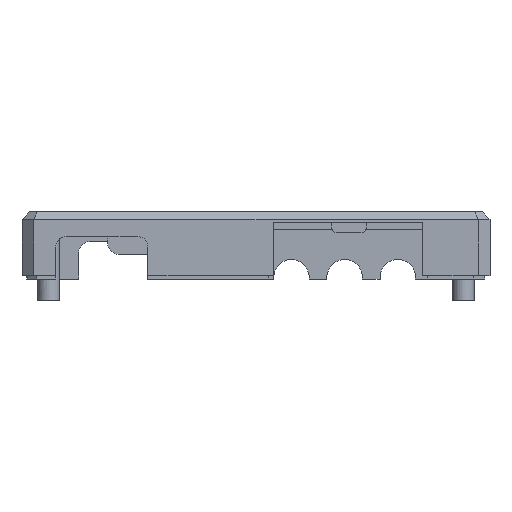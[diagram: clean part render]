
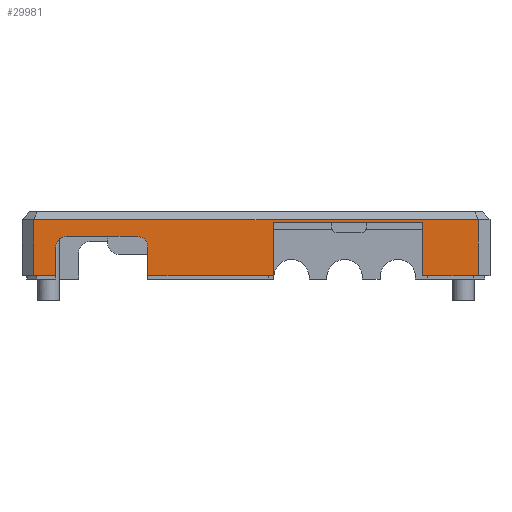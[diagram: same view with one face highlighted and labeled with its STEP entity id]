
A CAD part, left-side view. The second image highlights one B-rep face of the part: STEP entity #29981.
In plain terms, the highlighted planar face has unit normal (-1, 0, 0).
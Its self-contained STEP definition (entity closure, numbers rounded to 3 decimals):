
#10502 = VERTEX_POINT('',#10503);
#10503 = CARTESIAN_POINT('',(-35.263,56.922,
    16.249));
#10509 = EDGE_CURVE('',#10502,#10510,#10512,.T.);
#10510 = VERTEX_POINT('',#10511);
#10511 = CARTESIAN_POINT('',(-35.263,63.129,
    16.249));
#10512 = LINE('',#10513,#10514);
#10513 = CARTESIAN_POINT('',(-35.263,31.672,
    16.249));
#10514 = VECTOR('',#10515,1.);
#10515 = DIRECTION('',(0.,1.,0.));
#10574 = VERTEX_POINT('',#10575);
#10575 = CARTESIAN_POINT('',(-35.263,-4.578,
    16.249));
#10581 = EDGE_CURVE('',#10574,#10582,#10584,.T.);
#10582 = VERTEX_POINT('',#10583);
#10583 = CARTESIAN_POINT('',(-35.263,30.922,
    16.249));
#10584 = LINE('',#10585,#10586);
#10585 = CARTESIAN_POINT('',(-35.263,31.672,
    16.249));
#10586 = VECTOR('',#10587,1.);
#10587 = DIRECTION('',(0.,1.,0.));
#10631 = VERTEX_POINT('',#10632);
#10632 = CARTESIAN_POINT('',(-35.263,-62.285,
    16.249));
#10638 = EDGE_CURVE('',#10631,#10639,#10641,.T.);
#10639 = VERTEX_POINT('',#10640);
#10640 = CARTESIAN_POINT('',(-35.263,-46.578,
    16.249));
#10641 = LINE('',#10642,#10643);
#10642 = CARTESIAN_POINT('',(-35.263,31.672,
    16.249));
#10643 = VECTOR('',#10644,1.);
#10644 = DIRECTION('',(0.,1.,0.));
#28766 = VERTEX_POINT('',#28767);
#28767 = CARTESIAN_POINT('',(-35.263,-62.285,
    31.999));
#28790 = VERTEX_POINT('',#28791);
#28791 = CARTESIAN_POINT('',(-35.263,63.129,
    31.999));
#28797 = EDGE_CURVE('',#28766,#28790,#28798,.T.);
#28798 = LINE('',#28799,#28800);
#28799 = CARTESIAN_POINT('',(-35.263,47.297,
    31.999));
#28800 = VECTOR('',#28801,1.);
#28801 = DIRECTION('',(0.,1.,0.));
#29215 = VERTEX_POINT('',#29216);
#29216 = CARTESIAN_POINT('',(-35.263,-46.578,
    31.249));
#29222 = EDGE_CURVE('',#29215,#29223,#29225,.T.);
#29223 = VERTEX_POINT('',#29224);
#29224 = CARTESIAN_POINT('',(-35.263,-4.578,
    31.249));
#29225 = LINE('',#29226,#29227);
#29226 = CARTESIAN_POINT('',(-35.263,31.672,
    31.249));
#29227 = VECTOR('',#29228,1.);
#29228 = DIRECTION('',(0.,1.,0.));
#29254 = EDGE_CURVE('',#10639,#29215,#29255,.T.);
#29255 = LINE('',#29256,#29257);
#29256 = CARTESIAN_POINT('',(-35.263,-46.578,
    24.249));
#29257 = VECTOR('',#29258,1.);
#29258 = DIRECTION('',(0.,0.,1.));
#29295 = EDGE_CURVE('',#29223,#10574,#29296,.T.);
#29296 = LINE('',#29297,#29298);
#29297 = CARTESIAN_POINT('',(-35.263,-4.578,
    15.249));
#29298 = VECTOR('',#29299,1.);
#29299 = DIRECTION('',(0.,0.,-1.));
#29867 = VERTEX_POINT('',#29868);
#29868 = CARTESIAN_POINT('',(-35.263,30.922,
    24.249));
#29876 = VERTEX_POINT('',#29877);
#29877 = CARTESIAN_POINT('',(-35.263,33.922,
    27.249));
#29883 = EDGE_CURVE('',#29876,#29867,#29884,.T.);
#29884 = CIRCLE('',#29885,3.);
#29885 = AXIS2_PLACEMENT_3D('',#29886,#29887,#29888);
#29886 = CARTESIAN_POINT('',(-35.263,33.922,
    24.249));
#29887 = DIRECTION('',(1.,0.,0.));
#29888 = DIRECTION('',(0.,-0.707,
    0.707));
#29899 = EDGE_CURVE('',#29876,#29900,#29902,.T.);
#29900 = VERTEX_POINT('',#29901);
#29901 = CARTESIAN_POINT('',(-35.263,53.922,
    27.249));
#29902 = LINE('',#29903,#29904);
#29903 = CARTESIAN_POINT('',(-35.263,59.922,
    27.249));
#29904 = VECTOR('',#29905,1.);
#29905 = DIRECTION('',(0.,1.,0.));
#29925 = VERTEX_POINT('',#29926);
#29926 = CARTESIAN_POINT('',(-35.263,56.922,
    24.249));
#29932 = EDGE_CURVE('',#29925,#29900,#29933,.T.);
#29933 = CIRCLE('',#29934,3.);
#29934 = AXIS2_PLACEMENT_3D('',#29935,#29936,#29937);
#29935 = CARTESIAN_POINT('',(-35.263,53.922,
    24.249));
#29936 = DIRECTION('',(1.,0.,0.));
#29937 = DIRECTION('',(0.,0.707,0.707)
  );
#29948 = EDGE_CURVE('',#29925,#10502,#29949,.T.);
#29949 = LINE('',#29950,#29951);
#29950 = CARTESIAN_POINT('',(-35.263,56.922,
    14.249));
#29951 = VECTOR('',#29952,1.);
#29952 = DIRECTION('',(0.,0.,-1.));
#29971 = EDGE_CURVE('',#10582,#29867,#29972,.T.);
#29972 = LINE('',#29973,#29974);
#29973 = CARTESIAN_POINT('',(-35.263,30.922,
    21.749));
#29974 = VECTOR('',#29975,1.);
#29975 = DIRECTION('',(0.,0.,1.));
#29981 = ADVANCED_FACE('',(#29982),#30008,.T.);
#29982 = FACE_BOUND('',#29983,.T.);
#29983 = EDGE_LOOP('',(#29984,#29985,#29991,#29992,#29993,#29994,#29995,
    #29996,#29997,#29998,#29999,#30000,#30001,#30002));
#29984 = ORIENTED_EDGE('',*,*,#28797,.T.);
#29985 = ORIENTED_EDGE('',*,*,#29986,.T.);
#29986 = EDGE_CURVE('',#28790,#10510,#29987,.T.);
#29987 = LINE('',#29988,#29989);
#29988 = CARTESIAN_POINT('',(-35.263,63.129,
    16.249));
#29989 = VECTOR('',#29990,1.);
#29990 = DIRECTION('',(0.,0.,-1.));
#29991 = ORIENTED_EDGE('',*,*,#10509,.F.);
#29992 = ORIENTED_EDGE('',*,*,#29948,.F.);
#29993 = ORIENTED_EDGE('',*,*,#29932,.T.);
#29994 = ORIENTED_EDGE('',*,*,#29899,.F.);
#29995 = ORIENTED_EDGE('',*,*,#29883,.T.);
#29996 = ORIENTED_EDGE('',*,*,#29971,.F.);
#29997 = ORIENTED_EDGE('',*,*,#10581,.F.);
#29998 = ORIENTED_EDGE('',*,*,#29295,.F.);
#29999 = ORIENTED_EDGE('',*,*,#29222,.F.);
#30000 = ORIENTED_EDGE('',*,*,#29254,.F.);
#30001 = ORIENTED_EDGE('',*,*,#10638,.F.);
#30002 = ORIENTED_EDGE('',*,*,#30003,.T.);
#30003 = EDGE_CURVE('',#10631,#28766,#30004,.T.);
#30004 = LINE('',#30005,#30006);
#30005 = CARTESIAN_POINT('',(-35.263,-62.285,
    16.249));
#30006 = VECTOR('',#30007,1.);
#30007 = DIRECTION('',(0.,0.,1.));
#30008 = PLANE('',#30009);
#30009 = AXIS2_PLACEMENT_3D('',#30010,#30011,#30012);
#30010 = CARTESIAN_POINT('',(-35.263,62.922,
    16.249));
#30011 = DIRECTION('',(-1.,0.,0.));
#30012 = DIRECTION('',(0.,-1.,0.));
